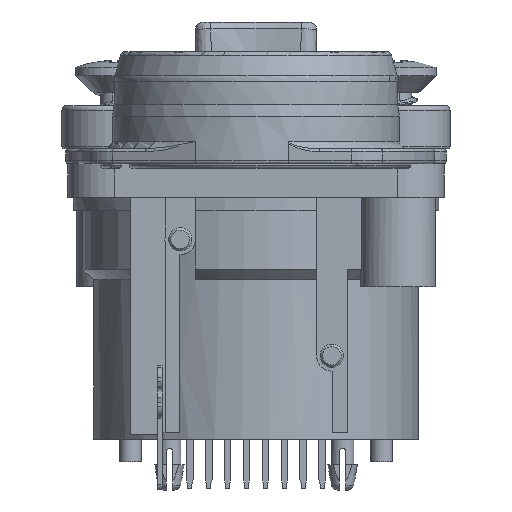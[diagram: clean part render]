
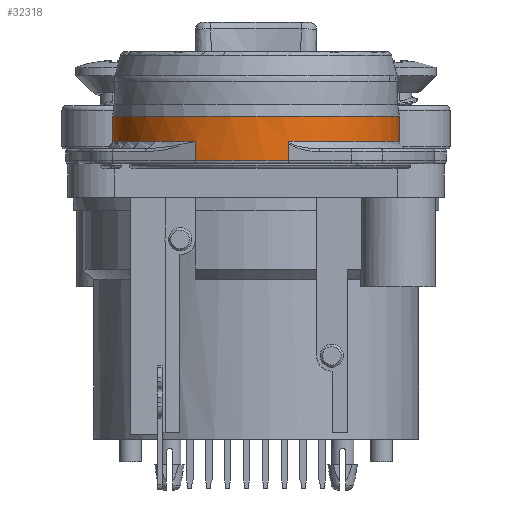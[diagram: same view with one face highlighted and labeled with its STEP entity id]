
A CAD part, front view. The second image highlights one B-rep face of the part: STEP entity #32318.
In plain terms, the highlighted cylindrical face has radius 9.6 mm (diameter 19.2 mm), a full revolution.
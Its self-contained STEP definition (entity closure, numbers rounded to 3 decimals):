
#594=CYLINDRICAL_SURFACE('',#34333,9.6);
#3314=FACE_OUTER_BOUND('',#5119,.T.);
#5119=EDGE_LOOP('',(#23421,#23422,#23423,#23424,#23425,#23426,#23427,#23428,
#23429,#23430,#23431,#23432,#23433,#23434));
#6671=B_SPLINE_CURVE_WITH_KNOTS('',3,(#43888,#43889,#43890,#43891,#43892,
#43893,#43894,#43895,#43896,#43897,#43898,#43899,#43900,#43901,#43902,#43903,
#43904,#43905,#43906,#43907,#43908,#43909,#43910,#43911,#43912),
 .UNSPECIFIED.,.F.,.F.,(4,3,3,3,3,3,3,3,4),(0.,0.001,0.003,
0.005,0.005,0.007,0.009,
0.009,0.009),.UNSPECIFIED.);
#8357=LINE('',#44010,#10681);
#8361=LINE('',#44030,#10685);
#8382=LINE('',#44356,#10706);
#8406=LINE('',#44522,#10730);
#8783=LINE('',#46769,#11107);
#10681=VECTOR('',#36554,10.);
#10685=VECTOR('',#36580,10.);
#10706=VECTOR('',#36749,10.);
#10730=VECTOR('',#36967,10.);
#11107=VECTOR('',#37598,9.6);
#13024=CIRCLE('',#34034,9.6);
#13025=CIRCLE('',#34035,9.6);
#13081=CIRCLE('',#34117,9.6);
#13091=CIRCLE('',#34133,9.6);
#13132=CIRCLE('',#34195,9.6);
#13135=CIRCLE('',#34334,9.6);
#13136=CIRCLE('',#34335,9.6);
#14026=VERTEX_POINT('',#43886);
#14027=VERTEX_POINT('',#43887);
#14040=VERTEX_POINT('',#43992);
#14042=VERTEX_POINT('',#44008);
#14046=VERTEX_POINT('',#44024);
#14047=VERTEX_POINT('',#44029);
#14050=VERTEX_POINT('',#44059);
#14097=VERTEX_POINT('',#44299);
#14102=VERTEX_POINT('',#44355);
#14135=VERTEX_POINT('',#44491);
#14481=VERTEX_POINT('',#46765);
#14482=VERTEX_POINT('',#46766);
#17147=EDGE_CURVE('',#14026,#14027,#6671,.F.);
#17170=EDGE_CURVE('',#14042,#14040,#8357,.T.);
#17177=EDGE_CURVE('',#14040,#14046,#13024,.T.);
#17178=EDGE_CURVE('',#14046,#14026,#13025,.T.);
#17180=EDGE_CURVE('',#14047,#14027,#8361,.T.);
#17262=EDGE_CURVE('',#14050,#14102,#8382,.T.);
#17267=EDGE_CURVE('',#14097,#14050,#13081,.T.);
#17280=EDGE_CURVE('',#14102,#14042,#13091,.T.);
#17329=EDGE_CURVE('',#14047,#14135,#13132,.T.);
#17343=EDGE_CURVE('',#14135,#14097,#8406,.T.);
#17861=EDGE_CURVE('',#14481,#14482,#13135,.T.);
#17862=EDGE_CURVE('',#14482,#14481,#13136,.T.);
#17863=EDGE_CURVE('',#14482,#14046,#8783,.T.);
#23421=ORIENTED_EDGE('',*,*,#17861,.F.);
#23422=ORIENTED_EDGE('',*,*,#17862,.F.);
#23423=ORIENTED_EDGE('',*,*,#17863,.T.);
#23424=ORIENTED_EDGE('',*,*,#17177,.F.);
#23425=ORIENTED_EDGE('',*,*,#17170,.F.);
#23426=ORIENTED_EDGE('',*,*,#17280,.F.);
#23427=ORIENTED_EDGE('',*,*,#17262,.F.);
#23428=ORIENTED_EDGE('',*,*,#17267,.F.);
#23429=ORIENTED_EDGE('',*,*,#17343,.F.);
#23430=ORIENTED_EDGE('',*,*,#17329,.F.);
#23431=ORIENTED_EDGE('',*,*,#17180,.T.);
#23432=ORIENTED_EDGE('',*,*,#17147,.F.);
#23433=ORIENTED_EDGE('',*,*,#17178,.F.);
#23434=ORIENTED_EDGE('',*,*,#17863,.F.);
#32318=ADVANCED_FACE('',(#3314),#594,.T.);
#34034=AXIS2_PLACEMENT_3D('',#44025,#36572,#36573);
#34035=AXIS2_PLACEMENT_3D('',#44026,#36574,#36575);
#34117=AXIS2_PLACEMENT_3D('',#44363,#36761,#36762);
#34133=AXIS2_PLACEMENT_3D('',#44400,#36795,#36796);
#34195=AXIS2_PLACEMENT_3D('',#44496,#36927,#36928);
#34333=AXIS2_PLACEMENT_3D('',#46764,#37592,#37593);
#34334=AXIS2_PLACEMENT_3D('',#46767,#37594,#37595);
#34335=AXIS2_PLACEMENT_3D('',#46768,#37596,#37597);
#36554=DIRECTION('',(0.,0.,1.));
#36572=DIRECTION('center_axis',(0.,0.,
-1.));
#36573=DIRECTION('ref_axis',(0.949,-0.315,0.));
#36574=DIRECTION('center_axis',(0.,0.,
-1.));
#36575=DIRECTION('ref_axis',(0.949,-0.315,0.));
#36580=DIRECTION('',(0.,0.,1.));
#36749=DIRECTION('',(0.,0.,-1.));
#36761=DIRECTION('center_axis',(0.,0.,
-1.));
#36762=DIRECTION('ref_axis',(-0.803,0.596,0.));
#36795=DIRECTION('center_axis',(0.,0.,
-1.));
#36796=DIRECTION('ref_axis',(0.754,0.657,0.));
#36927=DIRECTION('center_axis',(0.,0.,
-1.));
#36928=DIRECTION('ref_axis',(-0.104,-0.995,0.));
#36967=DIRECTION('',(0.,0.,1.));
#37592=DIRECTION('center_axis',(0.,0.,
1.));
#37593=DIRECTION('ref_axis',(-1.,0.,0.));
#37594=DIRECTION('center_axis',(0.,0.,
1.));
#37595=DIRECTION('ref_axis',(1.,0.,0.));
#37596=DIRECTION('center_axis',(0.,0.,
1.));
#37597=DIRECTION('ref_axis',(1.,0.,0.));
#37598=DIRECTION('',(0.,0.,-1.));
#43886=CARTESIAN_POINT('',(2.199,-51.345,3.5));
#43887=CARTESIAN_POINT('',(2.176,-51.35,3.415));
#43888=CARTESIAN_POINT('Ctrl Pts',(2.176,-51.35,3.415));
#43889=CARTESIAN_POINT('Ctrl Pts',(2.176,-51.35,3.417));
#43890=CARTESIAN_POINT('Ctrl Pts',(2.176,-51.35,3.419));
#43891=CARTESIAN_POINT('Ctrl Pts',(2.177,-51.35,3.421));
#43892=CARTESIAN_POINT('Ctrl Pts',(2.177,-51.35,3.428));
#43893=CARTESIAN_POINT('Ctrl Pts',(2.177,-51.35,3.435));
#43894=CARTESIAN_POINT('Ctrl Pts',(2.178,-51.35,3.442));
#43895=CARTESIAN_POINT('Ctrl Pts',(2.179,-51.349,3.449));
#43896=CARTESIAN_POINT('Ctrl Pts',(2.181,-51.349,3.456));
#43897=CARTESIAN_POINT('Ctrl Pts',(2.183,-51.349,3.463));
#43898=CARTESIAN_POINT('Ctrl Pts',(2.183,-51.348,3.464));
#43899=CARTESIAN_POINT('Ctrl Pts',(2.184,-51.348,3.465));
#43900=CARTESIAN_POINT('Ctrl Pts',(2.184,-51.348,3.467));
#43901=CARTESIAN_POINT('Ctrl Pts',(2.186,-51.348,3.472));
#43902=CARTESIAN_POINT('Ctrl Pts',(2.188,-51.347,3.477));
#43903=CARTESIAN_POINT('Ctrl Pts',(2.19,-51.347,3.482));
#43904=CARTESIAN_POINT('Ctrl Pts',(2.192,-51.346,3.487));
#43905=CARTESIAN_POINT('Ctrl Pts',(2.194,-51.346,3.492));
#43906=CARTESIAN_POINT('Ctrl Pts',(2.197,-51.345,3.496));
#43907=CARTESIAN_POINT('Ctrl Pts',(2.198,-51.345,3.497));
#43908=CARTESIAN_POINT('Ctrl Pts',(2.198,-51.345,3.498));
#43909=CARTESIAN_POINT('Ctrl Pts',(2.199,-51.345,3.5));
#43910=CARTESIAN_POINT('Ctrl Pts',(2.199,-51.345,3.5));
#43911=CARTESIAN_POINT('Ctrl Pts',(2.199,-51.345,3.5));
#43912=CARTESIAN_POINT('Ctrl Pts',(2.199,-51.345,3.5));
#43992=CARTESIAN_POINT('',(7.33,-35.8,3.5));
#44008=CARTESIAN_POINT('',(7.33,-35.8,2.2));
#44010=CARTESIAN_POINT('',(7.33,-35.8,2.));
#44024=CARTESIAN_POINT('',(9.6,-42.,3.5));
#44025=CARTESIAN_POINT('Origin',(0.,-42.,3.5));
#44026=CARTESIAN_POINT('Origin',(0.,-42.,3.5));
#44029=CARTESIAN_POINT('',(2.177,-51.35,2.2));
#44030=CARTESIAN_POINT('',(2.177,-51.35,2.));
#44059=CARTESIAN_POINT('',(7.15,-35.594,3.5));
#44299=CARTESIAN_POINT('',(-4.057,-50.701,3.5));
#44355=CARTESIAN_POINT('',(7.15,-35.594,2.2));
#44356=CARTESIAN_POINT('',(7.15,-35.594,2.));
#44363=CARTESIAN_POINT('Origin',(0.,-42.,3.5));
#44400=CARTESIAN_POINT('Origin',(0.,-42.,2.2));
#44491=CARTESIAN_POINT('',(-4.057,-50.701,2.2));
#44496=CARTESIAN_POINT('Origin',(0.,-42.,2.2));
#44522=CARTESIAN_POINT('',(-4.057,-50.701,2.));
#46764=CARTESIAN_POINT('Origin',(0.,-42.,2.));
#46765=CARTESIAN_POINT('',(-9.6,-42.,5.2));
#46766=CARTESIAN_POINT('',(9.6,-42.,5.2));
#46767=CARTESIAN_POINT('Origin',(0.,-42.,5.2));
#46768=CARTESIAN_POINT('Origin',(0.,-42.,5.2));
#46769=CARTESIAN_POINT('',(9.6,-42.,2.));
